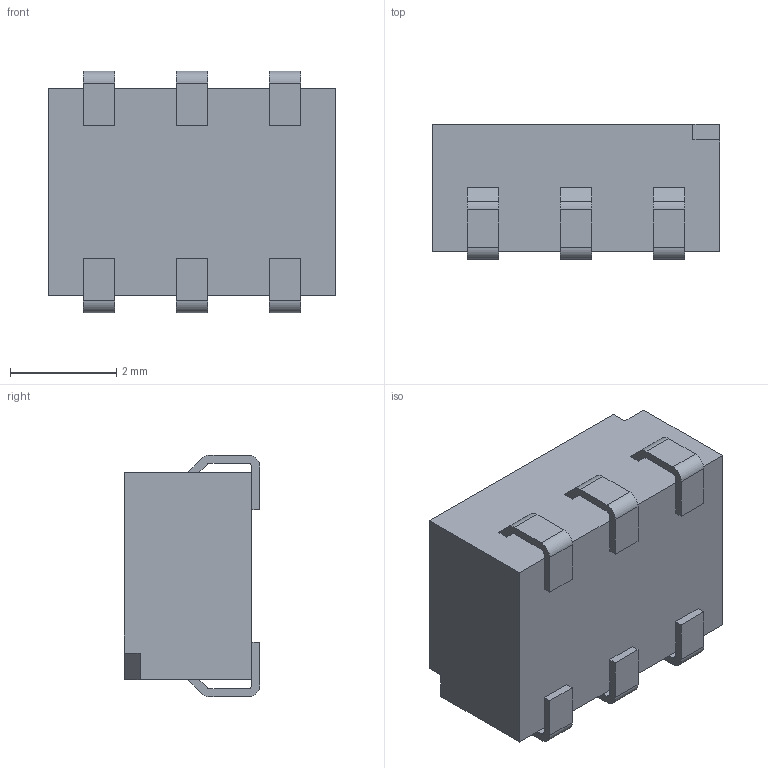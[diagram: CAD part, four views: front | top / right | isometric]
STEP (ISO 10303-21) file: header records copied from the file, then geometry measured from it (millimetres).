
FILE_DESCRIPTION (( 'STEP AP214' ), '1' );
FILE_NAME ('User Library-CAS-D20TA - Copal Electronics - 2 Position SPDT Micro Slide Switch.STEP', '2021-12-20T19:11:57', ( '' ), ( '' ), 'SwSTEP 2.0', 'SolidWorks 2021', '' );
FILE_SCHEMA (( 'AUTOMOTIVE_DESIGN' ));
Length unit declared in the file: millimetre
Products named in the file (1): User Library-CAS-D20TA - Copal Electronics - 2 Position SPDT Micro Slide Switch
Bounding box: 5.4 x 2.55 x 4.55 mm (x, y, z)
Volume: 50.9 mm3; surface area: 111 mm2
Topology: 7 solids, 7 shells, 119 faces, 300 edges, 198 vertices
Faces by surface type: plane 91, cylinder 28
Entity records: 4567 total; most frequent: CARTESIAN_POINT 618, ORIENTED_EDGE 600, DIRECTION 598, EDGE_CURVE 300, VECTOR 242, LINE 242, VERTEX_POINT 198, AXIS2_PLACEMENT_3D 178
